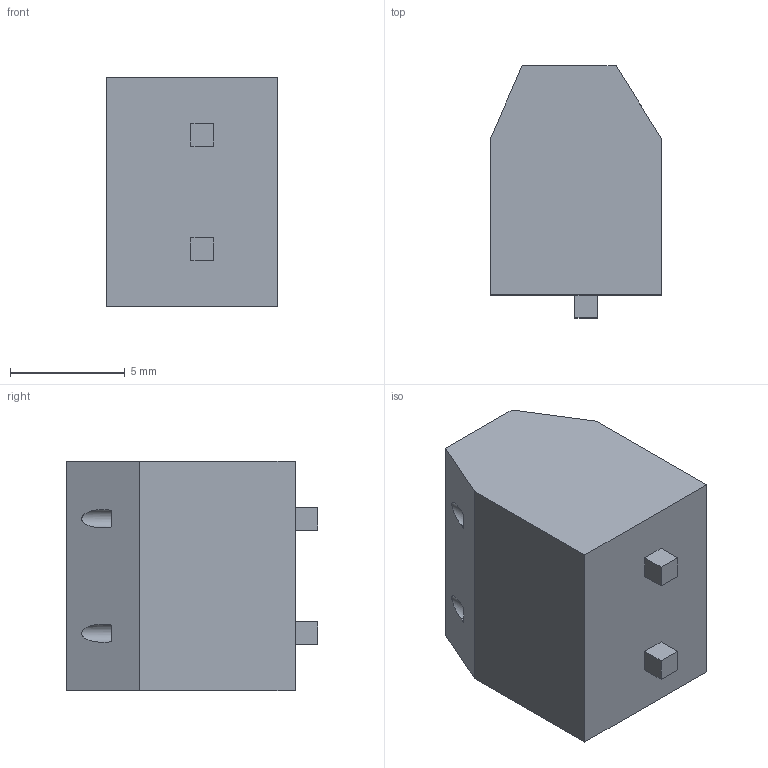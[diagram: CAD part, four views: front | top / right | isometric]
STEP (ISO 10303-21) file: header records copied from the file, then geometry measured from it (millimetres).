
FILE_DESCRIPTION (( 'STEP AP214' ), '1' );
FILE_NAME ('MC24356-2.STEP', '2014-03-19T07:51:49', ( 'Master' ), ( '' ), 'SwSTEP 2.0', 'SolidWorks 2013', '' );
FILE_SCHEMA (( 'AUTOMOTIVE_DESIGN' ));
Length unit declared in the file: millimetre
Products named in the file (1): MC24356-2
Bounding box: 7.5 x 11 x 10 mm (x, y, z)
Volume: 572.4 mm3; surface area: 597.6 mm2
Topology: 1 solids, 1 shells, 80 faces, 196 edges, 128 vertices
Faces by surface type: plane 66, cylinder 14
Entity records: 2356 total; most frequent: CARTESIAN_POINT 435, ORIENTED_EDGE 392, DIRECTION 374, EDGE_CURVE 196, VECTOR 160, LINE 160, VERTEX_POINT 128, AXIS2_PLACEMENT_3D 107
